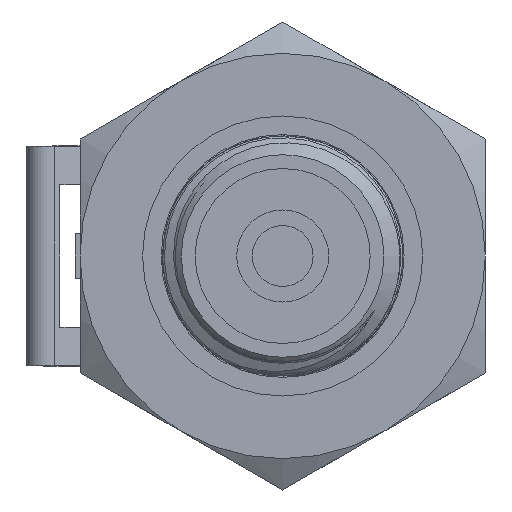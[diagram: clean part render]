
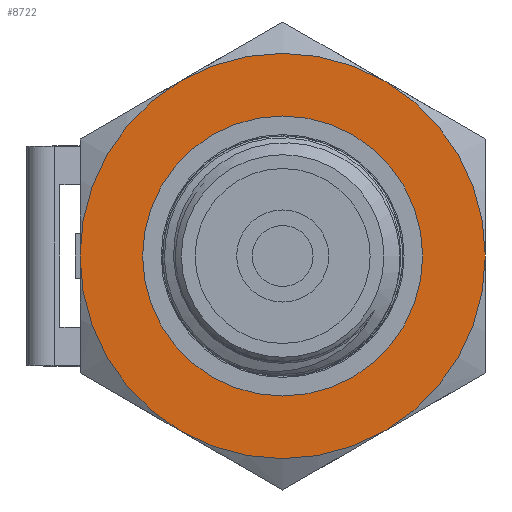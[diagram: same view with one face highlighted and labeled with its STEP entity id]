
A CAD part, left-side view. The second image highlights one B-rep face of the part: STEP entity #8722.
In plain terms, the highlighted planar face has unit normal (-1, 0, 0).
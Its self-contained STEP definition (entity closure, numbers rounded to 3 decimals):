
#419=PLANE('',#9076);
#577=FACE_BOUND('',#1482,.T.);
#944=FACE_OUTER_BOUND('',#1481,.T.);
#1481=EDGE_LOOP('',(#7446,#7447,#7448,#7449,#7450,#7451));
#1482=EDGE_LOOP('',(#7452));
#1734=CIRCLE('',#9036,11.);
#1735=CIRCLE('',#9038,11.);
#1736=CIRCLE('',#9040,11.);
#1737=CIRCLE('',#9042,11.);
#1738=CIRCLE('',#9044,11.);
#1739=CIRCLE('',#9046,11.);
#1751=CIRCLE('',#9075,7.6);
#4078=VERTEX_POINT('',#19039);
#4079=VERTEX_POINT('',#19043);
#4081=VERTEX_POINT('',#19050);
#4083=VERTEX_POINT('',#19060);
#4085=VERTEX_POINT('',#19073);
#4087=VERTEX_POINT('',#19083);
#4112=VERTEX_POINT('',#22167);
#5217=EDGE_CURVE('',#4078,#4079,#1734,.T.);
#5220=EDGE_CURVE('',#4081,#4078,#1735,.T.);
#5223=EDGE_CURVE('',#4083,#4081,#1736,.T.);
#5225=EDGE_CURVE('',#4085,#4083,#1737,.T.);
#5228=EDGE_CURVE('',#4087,#4085,#1738,.T.);
#5231=EDGE_CURVE('',#4079,#4087,#1739,.T.);
#5277=EDGE_CURVE('',#4112,#4112,#1751,.T.);
#7446=ORIENTED_EDGE('',*,*,#5231,.T.);
#7447=ORIENTED_EDGE('',*,*,#5228,.T.);
#7448=ORIENTED_EDGE('',*,*,#5225,.T.);
#7449=ORIENTED_EDGE('',*,*,#5223,.T.);
#7450=ORIENTED_EDGE('',*,*,#5220,.T.);
#7451=ORIENTED_EDGE('',*,*,#5217,.T.);
#7452=ORIENTED_EDGE('',*,*,#5277,.T.);
#8722=ADVANCED_FACE('',(#944,#577),#419,.T.);
#9036=AXIS2_PLACEMENT_3D('',#19047,#9841,#9842);
#9038=AXIS2_PLACEMENT_3D('',#19057,#9845,#9846);
#9040=AXIS2_PLACEMENT_3D('',#19067,#9849,#9850);
#9042=AXIS2_PLACEMENT_3D('',#19074,#9853,#9854);
#9044=AXIS2_PLACEMENT_3D('',#19084,#9857,#9858);
#9046=AXIS2_PLACEMENT_3D('',#19093,#9861,#9862);
#9075=AXIS2_PLACEMENT_3D('',#22168,#9926,#9927);
#9076=AXIS2_PLACEMENT_3D('',#22170,#9929,#9930);
#9841=DIRECTION('center_axis',(-1.,0.,0.));
#9842=DIRECTION('ref_axis',(0.,1.,0.));
#9845=DIRECTION('center_axis',(-1.,0.,0.));
#9846=DIRECTION('ref_axis',(0.,1.,0.));
#9849=DIRECTION('center_axis',(-1.,0.,0.));
#9850=DIRECTION('ref_axis',(0.,1.,0.));
#9853=DIRECTION('center_axis',(-1.,0.,0.));
#9854=DIRECTION('ref_axis',(0.,1.,0.));
#9857=DIRECTION('center_axis',(-1.,0.,0.));
#9858=DIRECTION('ref_axis',(0.,1.,0.));
#9861=DIRECTION('center_axis',(-1.,0.,0.));
#9862=DIRECTION('ref_axis',(0.,1.,0.));
#9926=DIRECTION('center_axis',(1.,0.,0.));
#9927=DIRECTION('ref_axis',(0.,0.,-1.));
#9929=DIRECTION('center_axis',(-1.,0.,0.));
#9930=DIRECTION('ref_axis',(0.,0.,1.));
#19039=CARTESIAN_POINT('',(-29.7,-11.,0.));
#19043=CARTESIAN_POINT('',(-29.7,-5.5,9.526));
#19047=CARTESIAN_POINT('Origin',(-29.7,0.,
0.));
#19050=CARTESIAN_POINT('',(-29.7,-5.5,-9.526));
#19057=CARTESIAN_POINT('Origin',(-29.7,0.,
0.));
#19060=CARTESIAN_POINT('',(-29.7,5.5,-9.526));
#19067=CARTESIAN_POINT('Origin',(-29.7,0.,
0.));
#19073=CARTESIAN_POINT('',(-29.7,11.,0.));
#19074=CARTESIAN_POINT('Origin',(-29.7,0.,
0.));
#19083=CARTESIAN_POINT('',(-29.7,5.5,9.526));
#19084=CARTESIAN_POINT('Origin',(-29.7,0.,
0.));
#19093=CARTESIAN_POINT('Origin',(-29.7,0.,
0.));
#22167=CARTESIAN_POINT('',(-29.7,-7.6,0.));
#22168=CARTESIAN_POINT('Origin',(-29.7,0.,
0.));
#22170=CARTESIAN_POINT('Origin',(-29.7,11.,0.));
